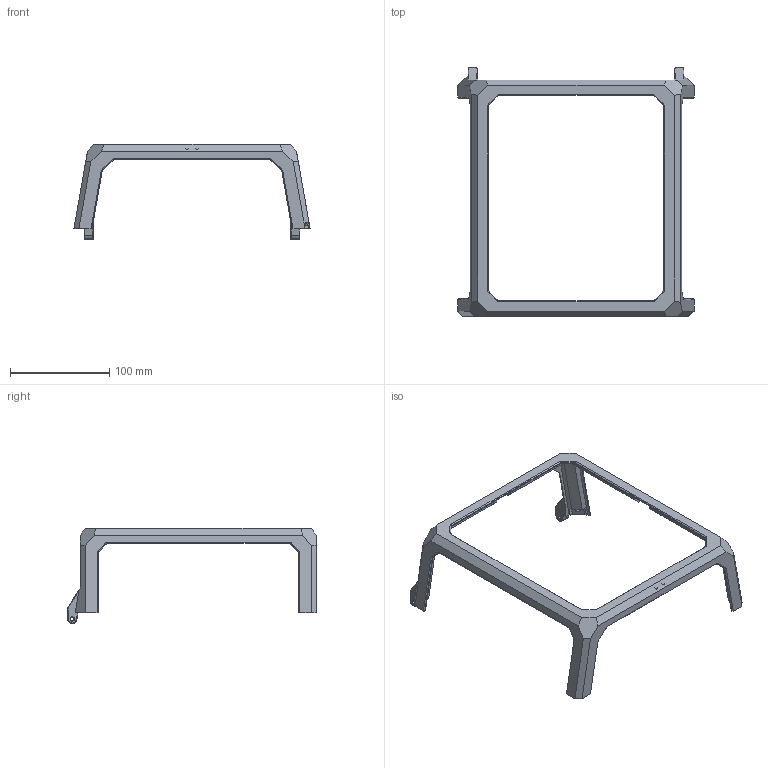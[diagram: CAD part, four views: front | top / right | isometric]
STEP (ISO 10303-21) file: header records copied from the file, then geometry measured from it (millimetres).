
FILE_DESCRIPTION(/* description */ (''),/* implementation_level */ '2;1');
FILE_NAME(/* name */ 'Unibody TopHat Hinge.step',/* time_stamp */ '2023-03-15T19:11:40+01:00',/* author */ (''),/* organization */ (''),/* preprocessor_version */ 'ST-DEVELOPER v19.2',/* originating_system */ 'Autodesk Translation Framework v11.17.0.187',/* authorisation */ '');
FILE_SCHEMA (('AUTOMOTIVE_DESIGN { 1 0 10303 214 3 1 1 }'));
Length unit declared in the file: millimetre
Products named in the file (1): Unibody TopHat Hinge
Bounding box: 238 x 250.75 x 95.74 mm (x, y, z)
Volume: 171614.6 mm3; surface area: 68044.3 mm2
Topology: 1 solids, 1 shells, 295 faces, 748 edges, 467 vertices
Faces by surface type: plane 202, cylinder 45, cone 44, bspline 4
Full cylindrical faces by diameter (mm): 3.4 x2, 4.6 x16
Entity records: 9121 total; most frequent: CARTESIAN_POINT 1896, ORIENTED_EDGE 1496, DIRECTION 1477, EDGE_CURVE 748, LINE 589, VECTOR 589, VERTEX_POINT 467, AXIS2_PLACEMENT_3D 444
